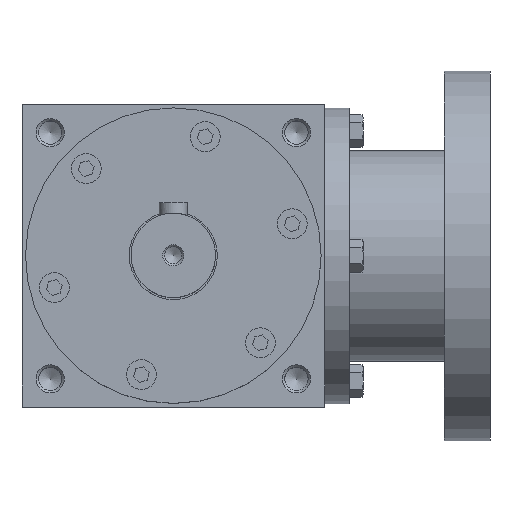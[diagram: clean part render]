
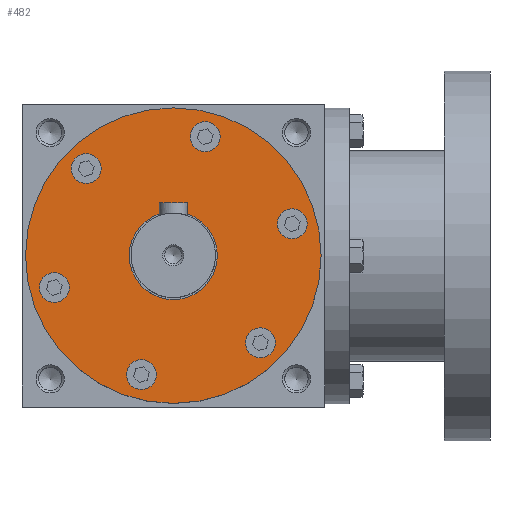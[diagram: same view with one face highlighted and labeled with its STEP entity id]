
A CAD part, top view. The second image highlights one B-rep face of the part: STEP entity #482.
In plain terms, the highlighted face is planar.
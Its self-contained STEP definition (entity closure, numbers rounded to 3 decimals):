
#482 = ADVANCED_FACE( '', ( #1132, #1133, #1134, #1135, #1136, #1137, #1138, #1139 ), #1140, .F. );
#1132 = FACE_OUTER_BOUND( '', #2127, .T. );
#1133 = FACE_BOUND( '', #2128, .T. );
#1134 = FACE_BOUND( '', #2129, .T. );
#1135 = FACE_BOUND( '', #2130, .T. );
#1136 = FACE_BOUND( '', #2131, .T. );
#1137 = FACE_BOUND( '', #2132, .T. );
#1138 = FACE_BOUND( '', #2133, .T. );
#1139 = FACE_BOUND( '', #2134, .T. );
#1140 = PLANE( '', #2135 );
#2127 = EDGE_LOOP( '', ( #3275 ) );
#2128 = EDGE_LOOP( '', ( #3276 ) );
#2129 = EDGE_LOOP( '', ( #3277 ) );
#2130 = EDGE_LOOP( '', ( #3278 ) );
#2131 = EDGE_LOOP( '', ( #3279 ) );
#2132 = EDGE_LOOP( '', ( #3280 ) );
#2133 = EDGE_LOOP( '', ( #3281 ) );
#2134 = EDGE_LOOP( '', ( #3282 ) );
#2135 = AXIS2_PLACEMENT_3D( '', #3283, #3284, #3285 );
#3275 = ORIENTED_EDGE( '', *, *, #5050, .F. );
#3276 = ORIENTED_EDGE( '', *, *, #5225, .T. );
#3277 = ORIENTED_EDGE( '', *, *, #5226, .T. );
#3278 = ORIENTED_EDGE( '', *, *, #5155, .T. );
#3279 = ORIENTED_EDGE( '', *, *, #5227, .T. );
#3280 = ORIENTED_EDGE( '', *, *, #5228, .T. );
#3281 = ORIENTED_EDGE( '', *, *, #5229, .T. );
#3282 = ORIENTED_EDGE( '', *, *, #5230, .T. );
#3283 = CARTESIAN_POINT( '', ( -58., 0., 0. ) );
#3284 = DIRECTION( '', ( 1., 0., 0. ) );
#3285 = DIRECTION( '', ( 0., 0., -1. ) );
#5050 = EDGE_CURVE( '', #5850, #5850, #5851, .T. );
#5155 = EDGE_CURVE( '', #6027, #6027, #6028, .T. );
#5225 = EDGE_CURVE( '', #6140, #6140, #6141, .T. );
#5226 = EDGE_CURVE( '', #6142, #6142, #6143, .T. );
#5227 = EDGE_CURVE( '', #6144, #6144, #6145, .T. );
#5228 = EDGE_CURVE( '', #6146, #6146, #6147, .T. );
#5229 = EDGE_CURVE( '', #6148, #6148, #6149, .T. );
#5230 = EDGE_CURVE( '', #6150, #6150, #6151, .T. );
#5850 = VERTEX_POINT( '', #6999 );
#5851 = CIRCLE( '', #7000, 42. );
#6027 = VERTEX_POINT( '', #7230 );
#6028 = CIRCLE( '', #7231, 4.25 );
#6140 = VERTEX_POINT( '', #7369 );
#6141 = CIRCLE( '', #7370, 4.25 );
#6142 = VERTEX_POINT( '', #7371 );
#6143 = CIRCLE( '', #7372, 4.25 );
#6144 = VERTEX_POINT( '', #7373 );
#6145 = CIRCLE( '', #7374, 4.25 );
#6146 = VERTEX_POINT( '', #7375 );
#6147 = CIRCLE( '', #7376, 4.25 );
#6148 = VERTEX_POINT( '', #7377 );
#6149 = CIRCLE( '', #7378, 4.25 );
#6150 = VERTEX_POINT( '', #7379 );
#6151 = CIRCLE( '', #7380, 12.5 );
#6999 = CARTESIAN_POINT( '', ( -58., 0., -42. ) );
#7000 = AXIS2_PLACEMENT_3D( '', #8512, #8513, #8514 );
#7230 = CARTESIAN_POINT( '', ( -58., -33.807, -4.809 ) );
#7231 = AXIS2_PLACEMENT_3D( '', #8638, #8639, #8640 );
#7369 = CARTESIAN_POINT( '', ( -58., 12.739, 31.682 ) );
#7370 = AXIS2_PLACEMENT_3D( '', #8747, #8748, #8749 );
#7371 = CARTESIAN_POINT( '', ( -58., -21.068, 26.874 ) );
#7372 = AXIS2_PLACEMENT_3D( '', #8750, #8751, #8752 );
#7373 = CARTESIAN_POINT( '', ( -58., -12.739, -31.682 ) );
#7374 = AXIS2_PLACEMENT_3D( '', #8753, #8754, #8755 );
#7375 = CARTESIAN_POINT( '', ( -58., 21.068, -26.874 ) );
#7376 = AXIS2_PLACEMENT_3D( '', #8756, #8757, #8758 );
#7377 = CARTESIAN_POINT( '', ( -58., 33.807, 4.809 ) );
#7378 = AXIS2_PLACEMENT_3D( '', #8759, #8760, #8761 );
#7379 = CARTESIAN_POINT( '', ( -58., 0., -12.5 ) );
#7380 = AXIS2_PLACEMENT_3D( '', #8762, #8763, #8764 );
#8512 = CARTESIAN_POINT( '', ( -58., 0., 0. ) );
#8513 = DIRECTION( '', ( 1., 0., 0. ) );
#8514 = DIRECTION( '', ( 0., 0., -1. ) );
#8638 = CARTESIAN_POINT( '', ( -58., -33.807, -9.059 ) );
#8639 = DIRECTION( '', ( 1., 0., 0. ) );
#8640 = DIRECTION( '', ( 0., 0., 1. ) );
#8747 = CARTESIAN_POINT( '', ( -58., 9.059, 33.807 ) );
#8748 = DIRECTION( '', ( 1., 0., 0. ) );
#8749 = DIRECTION( '', ( 0., 0.866, -0.5 ) );
#8750 = CARTESIAN_POINT( '', ( -58., -24.749, 24.749 ) );
#8751 = DIRECTION( '', ( 1., 0., 0. ) );
#8752 = DIRECTION( '', ( 0., 0.866, 0.5 ) );
#8753 = CARTESIAN_POINT( '', ( -58., -9.059, -33.807 ) );
#8754 = DIRECTION( '', ( 1., 0., 0. ) );
#8755 = DIRECTION( '', ( 0., -0.866, 0.5 ) );
#8756 = CARTESIAN_POINT( '', ( -58., 24.749, -24.749 ) );
#8757 = DIRECTION( '', ( 1., 0., 0. ) );
#8758 = DIRECTION( '', ( 0., -0.866, -0.5 ) );
#8759 = CARTESIAN_POINT( '', ( -58., 33.807, 9.059 ) );
#8760 = DIRECTION( '', ( 1., 0., 0. ) );
#8761 = DIRECTION( '', ( 0., 0., -1. ) );
#8762 = CARTESIAN_POINT( '', ( -58., 0., 0. ) );
#8763 = DIRECTION( '', ( 1., 0., 0. ) );
#8764 = DIRECTION( '', ( 0., 0., -1. ) );
